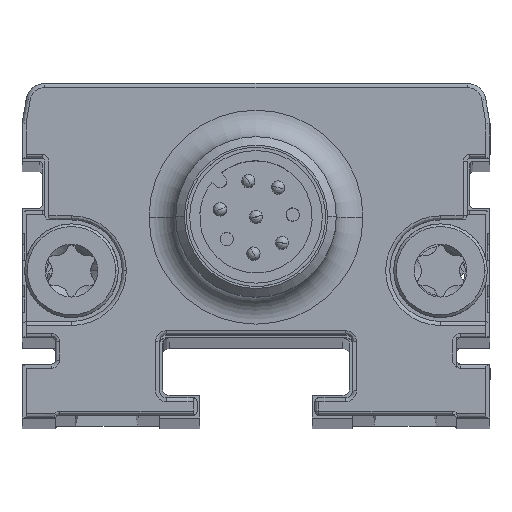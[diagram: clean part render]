
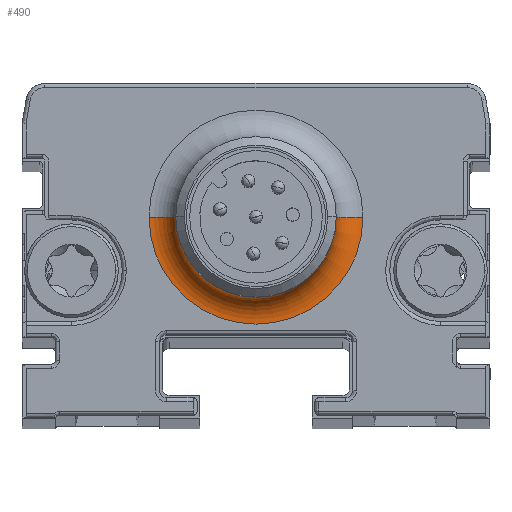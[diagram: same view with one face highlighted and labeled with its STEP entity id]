
A CAD part, top view. The second image highlights one B-rep face of the part: STEP entity #490.
In plain terms, the highlighted toroidal (fillet/blend) face has major radius 8 mm and minor radius 2 mm.
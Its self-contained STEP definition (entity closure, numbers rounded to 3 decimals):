
#148 = CARTESIAN_POINT ( 'NONE',  ( 0., 15., 11.8 ) ) ;
#490 = ADVANCED_FACE ( 'NONE', ( #1748 ), #22275, .F. ) ;
#1748 = FACE_OUTER_BOUND ( 'NONE', #28871, .T. ) ;
#2490 = AXIS2_PLACEMENT_3D ( 'NONE', #148, #26223, #24325 ) ;
#3945 = CIRCLE ( 'NONE', #17764, 2. ) ;
#4021 = DIRECTION ( 'NONE',  ( 0., 0., -1. ) ) ;
#4846 = CIRCLE ( 'NONE', #21543, 8. ) ;
#5573 = EDGE_CURVE ( 'NONE', #13636, #19619, #3945, .T. ) ;
#5928 = CARTESIAN_POINT ( 'NONE',  ( 6., 15., 11.8 ) ) ;
#6695 = CARTESIAN_POINT ( 'NONE',  ( 0., 15., 9.8 ) ) ;
#7203 = CARTESIAN_POINT ( 'NONE',  ( 8., 15., 9.8 ) ) ;
#7382 = CARTESIAN_POINT ( 'NONE',  ( 8., 15., 11.8 ) ) ;
#7676 = CARTESIAN_POINT ( 'NONE',  ( 0., 15., 11.8 ) ) ;
#8277 = ORIENTED_EDGE ( 'NONE', *, *, #28772, .T. ) ;
#8441 = CARTESIAN_POINT ( 'NONE',  ( -6., 15., 11.8 ) ) ;
#8933 = DIRECTION ( 'NONE',  ( 1., 0., 0. ) ) ;
#9959 = DIRECTION ( 'NONE',  ( 1., 0., 0. ) ) ;
#10344 = VERTEX_POINT ( 'NONE', #8441 ) ;
#10962 = CARTESIAN_POINT ( 'NONE',  ( -8., 15., 11.8 ) ) ;
#11644 = ORIENTED_EDGE ( 'NONE', *, *, #5573, .F. ) ;
#13136 = DIRECTION ( 'NONE',  ( -1., 0., 0. ) ) ;
#13636 = VERTEX_POINT ( 'NONE', #5928 ) ;
#16150 = CIRCLE ( 'NONE', #25725, 6. ) ;
#17764 = AXIS2_PLACEMENT_3D ( 'NONE', #7382, #18051, #4021 ) ;
#18051 = DIRECTION ( 'NONE',  ( 0., -1., 0. ) ) ;
#18421 = AXIS2_PLACEMENT_3D ( 'NONE', #10962, #26542, #13136 ) ;
#19619 = VERTEX_POINT ( 'NONE', #7203 ) ;
#20434 = VERTEX_POINT ( 'NONE', #28452 ) ;
#21543 = AXIS2_PLACEMENT_3D ( 'NONE', #6695, #22242, #8933 ) ;
#22242 = DIRECTION ( 'NONE',  ( 0., 0., -1. ) ) ;
#22275 = TOROIDAL_SURFACE ( 'NONE', #2490, 8., 2. ) ;
#23038 = ORIENTED_EDGE ( 'NONE', *, *, #28852, .F. ) ;
#23244 = DIRECTION ( 'NONE',  ( 0., 0., 1. ) ) ;
#24325 = DIRECTION ( 'NONE',  ( 1., 0., 0. ) ) ;
#25725 = AXIS2_PLACEMENT_3D ( 'NONE', #7676, #23244, #9959 ) ;
#26130 = CIRCLE ( 'NONE', #18421, 2. ) ;
#26223 = DIRECTION ( 'NONE',  ( 0., 0., 1. ) ) ;
#26542 = DIRECTION ( 'NONE',  ( 0., 1., 0. ) ) ;
#28369 = EDGE_CURVE ( 'NONE', #10344, #13636, #16150, .T. ) ;
#28452 = CARTESIAN_POINT ( 'NONE',  ( -8., 15., 9.8 ) ) ;
#28772 = EDGE_CURVE ( 'NONE', #10344, #20434, #26130, .T. ) ;
#28852 = EDGE_CURVE ( 'NONE', #19619, #20434, #4846, .T. ) ;
#28871 = EDGE_LOOP ( 'NONE', ( #28875, #8277, #23038, #11644 ) ) ;
#28875 = ORIENTED_EDGE ( 'NONE', *, *, #28369, .F. ) ;
